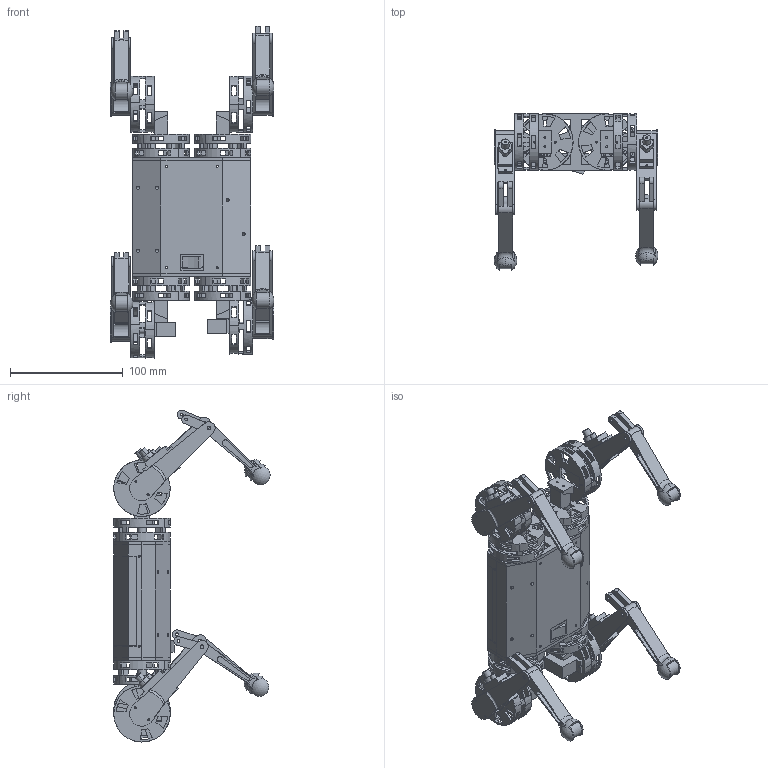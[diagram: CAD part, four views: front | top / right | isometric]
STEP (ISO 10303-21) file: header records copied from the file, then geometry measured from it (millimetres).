
FILE_DESCRIPTION((''),'2;1');
FILE_NAME('ELBOW_KNEE_ASM','2020-03-31T',('asus'),(''),'PRO/ENGINEER BY PARAMETRIC TECHNOLOGY CORPORATION, 2014320','PRO/ENGINEER BY PARAMETRIC TECHNOLOGY CORPORATION, 2014320','');
FILE_SCHEMA(('CONFIG_CONTROL_DESIGN'));
Length unit declared in the file: millimetre
Products named in the file (25): BODY_BOTTOM; FRONT_GAP; FAKE_SERVO_2; FAKE_SERVO_1; LEG_BIND_1_ASM; HAM; SHANK; PRODUCT_32239; HAM_GAP; HAM_SERVO2; HAM_SERVO; LEG1_ASM; HAM2; HAM_SERVO_2; LEG2_ASM; SWITCH; SERVO_EXPEND; POWER_SYSTEM; BODY_TOP; PYBOARD; BATTERY; TEST_GAP; LEG12_ASM; LEG22_ASM; ELBOW_KNEE_ASM
Assembly tree (45 placements, depth 3):
  ELBOW_KNEE_ASM
    BODY_BOTTOM
    LEG_BIND_1_ASM  x2
      FRONT_GAP
      FAKE_SERVO_2
      FAKE_SERVO_1
    LEG1_ASM
      HAM
      SHANK
      PRODUCT_32239  x2
      HAM_GAP
      HAM_SERVO2
      HAM_SERVO
    LEG2_ASM
      HAM2
      SHANK
      HAM_GAP
      PRODUCT_32239  x2
      HAM_SERVO2
      HAM_SERVO_2
    SWITCH
    SERVO_EXPEND
    POWER_SYSTEM
    BODY_TOP
    PYBOARD
    BATTERY
    TEST_GAP
    LEG12_ASM
      HAM
      SHANK
      PRODUCT_32239
      HAM_GAP
      HAM_SERVO2
      HAM_SERVO_2
    LEG22_ASM
      HAM2
      SHANK
      HAM_GAP
      PRODUCT_32239
      HAM_SERVO2
      HAM_SERVO
Bounding box: 145.61 x 138.87 x 294.92 mm (x, y, z)
Volume: 319618 mm3; surface area: 273501.7 mm2
Topology: 44 solids, 44 shells, 2542 faces, 7118 edges, 4576 vertices
Faces by surface type: plane 1727, cylinder 787, torus 20, sphere 8
Entity records: 40757 total; most frequent: CARTESIAN_POINT 7028, DIRECTION 6943, ORIENTED_EDGE 6812, EDGE_CURVE 3406, VECTOR 2539, LINE 2539, VERTEX_POINT 2216, AXIS2_PLACEMENT_3D 2202
